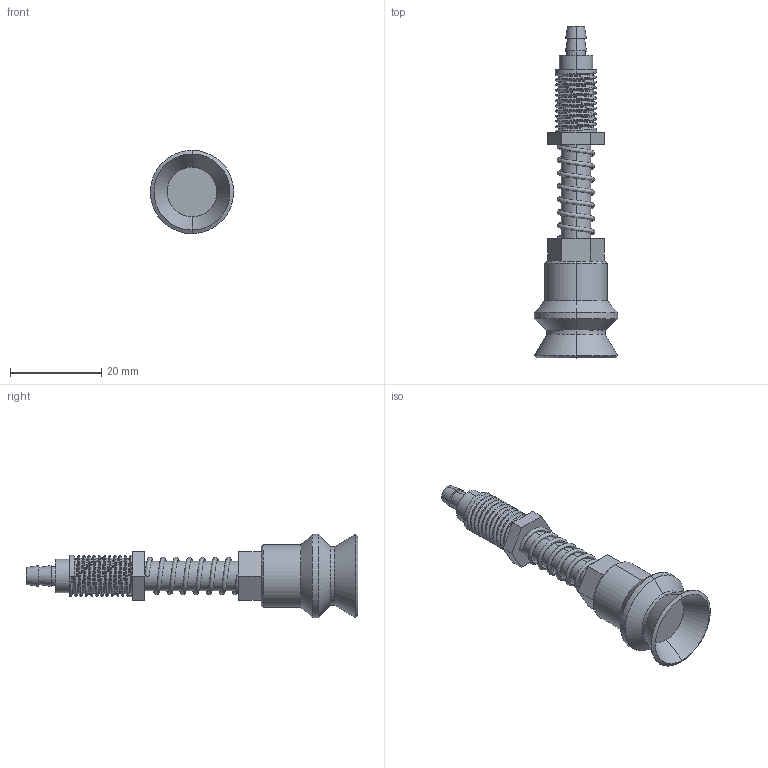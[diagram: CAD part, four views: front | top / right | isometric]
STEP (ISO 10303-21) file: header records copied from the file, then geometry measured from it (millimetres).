
FILE_DESCRIPTION(('FreeCAD Model'),'2;1');
FILE_NAME('Open CASCADE Shape Model','2025-05-08T04:20:43',('FreeCAD'),( 'FreeCAD'),'Open CASCADE STEP processor 7.6','FreeCAD','Unknown');
FILE_SCHEMA(('AUTOMOTIVE_DESIGN { 1 0 10303 214 1 1 1 1 }'));
Length unit declared in the file: millimetre
Products named in the file (1): Open CASCADE STEP translator 7.6 1
Bounding box: 18.29 x 72.88 x 18.29 mm (x, y, z)
Volume: 5556.4 mm3; surface area: 3693.1 mm2
Topology: 2 solids, 2 shells, 85 faces, 200 edges, 127 vertices
Faces by surface type: bspline 85
Entity records: 7043 total; most frequent: CARTESIAN_POINT 5898, ORIENTED_EDGE 400, EDGE_CURVE 200, VERTEX_POINT 127, B_SPLINE_CURVE_WITH_KNOTS 102, FACE_BOUND 93, EDGE_LOOP 93, ADVANCED_FACE 85
